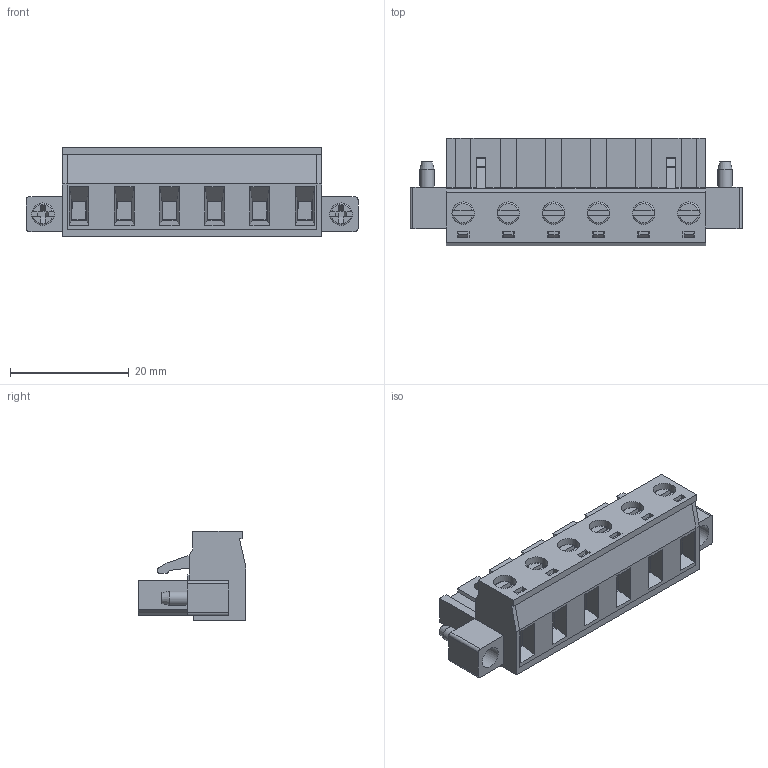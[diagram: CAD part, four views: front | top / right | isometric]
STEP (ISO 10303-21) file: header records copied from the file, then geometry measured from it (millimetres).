
FILE_DESCRIPTION( ( 'Unknown' ), '1' );
FILE_NAME( '691340400006.stp', 'Unknown', ( 'Unknown' ), ( 'Unknown' ), 'PSStep 15.0.49', 'Unknown', ' ' );
FILE_SCHEMA( ( 'AUTOMOTIVE_DESIGN { 1 0 10303 214 1 1 1 1 }' ) );
Length unit declared in the file: millimetre
Products named in the file (7): Assem1; 6913404000xx_CAGE; 6913404000xx_PIN; 6913404000xx_VISSE; 6913404000xx_VIS Flange; 691340500006_CAPOT; 691340500006
Assembly tree (22 placements, depth 2):
  Assem1
    6913404000xx_CAGE  x6
    6913404000xx_PIN  x6
    6913404000xx_VISSE  x6
    6913404000xx_VIS Flange  x2
    691340500006_CAPOT
    691340500006
Bounding box: 56.02 x 18.2 x 15.1 mm (x, y, z)
Volume: 5662 mm3; surface area: 12485.9 mm2
Topology: 22 solids, 22 shells, 1499 faces, 4095 edges, 2674 vertices
Faces by surface type: plane 1133, cylinder 328, torus 24, cone 14
Full cylindrical faces by diameter (mm): 1.5 x6, 2.4 x2, 2.5 x8, 2.9 x6, 2.95 x6, 3 x6, 3.75 x6, 3.8 x10
Entity records: 33787 total; most frequent: CARTESIAN_POINT 4771, ORIENTED_EDGE 4596, DIRECTION 4283, EDGE_CURVE 2298, LINE 2057, VECTOR 2057, VERTEX_POINT 1521, AXIS2_PLACEMENT_3D 1113
